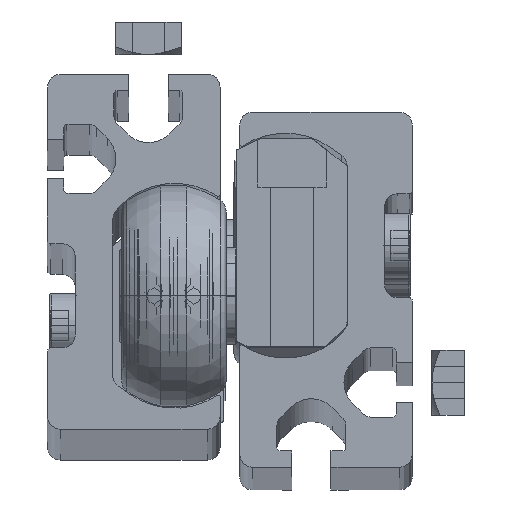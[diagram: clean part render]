
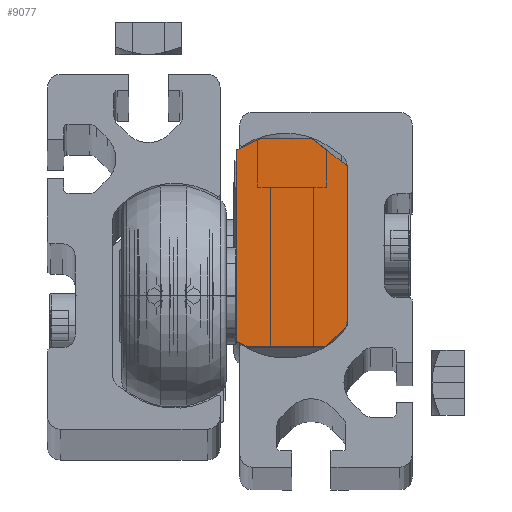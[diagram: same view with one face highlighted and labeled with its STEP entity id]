
A CAD part, top view. The second image highlights one B-rep face of the part: STEP entity #9077.
In plain terms, the highlighted face is planar.
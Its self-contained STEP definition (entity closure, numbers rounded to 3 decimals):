
#58 = DIRECTION ( 'NONE',  ( 0., -0.423, 0.906 ) ) ;
#178 = CARTESIAN_POINT ( 'NONE',  ( -19., 16.5, 3. ) ) ;
#275 = LINE ( 'NONE', #12848, #7996 ) ;
#783 = EDGE_CURVE ( 'NONE', #18636, #9989, #5163, .T. ) ;
#925 = VECTOR ( 'NONE', #58, 1000. ) ;
#940 = CARTESIAN_POINT ( 'NONE',  ( -19., -12.2, 8.5 ) ) ;
#1890 = CARTESIAN_POINT ( 'NONE',  ( -19., -14.661, -8.5 ) ) ;
#1904 = LINE ( 'NONE', #3797, #4803 ) ;
#2750 = ORIENTED_EDGE ( 'NONE', *, *, #7623, .F. ) ;
#3046 = CARTESIAN_POINT ( 'NONE',  ( -19., 16.5, -4.6 ) ) ;
#3254 = VECTOR ( 'NONE', #3438, 1000. ) ;
#3337 = LINE ( 'NONE', #3046, #6806 ) ;
#3389 = EDGE_CURVE ( 'NONE', #14224, #13325, #7821, .T. ) ;
#3438 = DIRECTION ( 'NONE',  ( 0., 0.616, -0.788 ) ) ;
#3702 = ORIENTED_EDGE ( 'NONE', *, *, #3389, .F. ) ;
#3797 = CARTESIAN_POINT ( 'NONE',  ( -19., 14.681, -8.5 ) ) ;
#3933 = EDGE_CURVE ( 'NONE', #20180, #19679, #275, .T. ) ;
#4452 = DIRECTION ( 'NONE',  ( -1., 0., 0. ) ) ;
#4491 = CARTESIAN_POINT ( 'NONE',  ( -19., -15.5, 5.2 ) ) ;
#4803 = VECTOR ( 'NONE', #13008, 1000. ) ;
#5163 = LINE ( 'NONE', #19386, #16314 ) ;
#5662 = ORIENTED_EDGE ( 'NONE', *, *, #8691, .T. ) ;
#6061 = ORIENTED_EDGE ( 'NONE', *, *, #3933, .T. ) ;
#6806 = VECTOR ( 'NONE', #14416, 1000. ) ;
#7623 = EDGE_CURVE ( 'NONE', #20180, #14224, #13502, .T. ) ;
#7821 = LINE ( 'NONE', #4491, #17815 ) ;
#7841 = CARTESIAN_POINT ( 'NONE',  ( -19., -15.5, 5.2 ) ) ;
#7996 = VECTOR ( 'NONE', #12658, 1000. ) ;
#8196 = EDGE_CURVE ( 'NONE', #19282, #18594, #1904, .T. ) ;
#8417 = CARTESIAN_POINT ( 'NONE',  ( -19., 12.203, 8.5 ) ) ;
#8691 = EDGE_CURVE ( 'NONE', #18636, #19282, #3337, .T. ) ;
#9077 = ADVANCED_FACE ( 'NONE', ( #10568 ), #12334, .T. ) ;
#9145 = DIRECTION ( 'NONE',  ( 0., -0.707, -0.707 ) ) ;
#9693 = EDGE_LOOP ( 'NONE', ( #11977, #19533, #5662, #18423, #16733, #3702, #2750, #6061 ) ) ;
#9989 = VERTEX_POINT ( 'NONE', #178 ) ;
#10159 = CARTESIAN_POINT ( 'NONE',  ( -19., 12.203, 8.5 ) ) ;
#10188 = CARTESIAN_POINT ( 'NONE',  ( -19., 14.681, -8.5 ) ) ;
#10568 = FACE_OUTER_BOUND ( 'NONE', #9693, .T. ) ;
#10773 = DIRECTION ( 'NONE',  ( 0., 0., 1. ) ) ;
#11973 = CARTESIAN_POINT ( 'NONE',  ( -19., 16.5, -4.6 ) ) ;
#11977 = ORIENTED_EDGE ( 'NONE', *, *, #16275, .T. ) ;
#12013 = CARTESIAN_POINT ( 'NONE',  ( -19., -12.2, 8.5 ) ) ;
#12334 = PLANE ( 'NONE',  #15764 ) ;
#12658 = DIRECTION ( 'NONE',  ( 0., 1., 0. ) ) ;
#12848 = CARTESIAN_POINT ( 'NONE',  ( -19., -12.2, 8.5 ) ) ;
#13008 = DIRECTION ( 'NONE',  ( 0., -1., 0. ) ) ;
#13325 = VERTEX_POINT ( 'NONE', #18164 ) ;
#13502 = LINE ( 'NONE', #940, #16702 ) ;
#14224 = VERTEX_POINT ( 'NONE', #7841 ) ;
#14416 = DIRECTION ( 'NONE',  ( 0., -0.423, -0.906 ) ) ;
#14589 = DIRECTION ( 'NONE',  ( 0., 0., 1. ) ) ;
#15764 = AXIS2_PLACEMENT_3D ( 'NONE', #18672, #4452, #10773 ) ;
#16275 = EDGE_CURVE ( 'NONE', #19679, #9989, #16504, .T. ) ;
#16314 = VECTOR ( 'NONE', #14589, 1000. ) ;
#16504 = LINE ( 'NONE', #8417, #3254 ) ;
#16533 = EDGE_CURVE ( 'NONE', #18594, #13325, #19005, .T. ) ;
#16702 = VECTOR ( 'NONE', #9145, 1000. ) ;
#16733 = ORIENTED_EDGE ( 'NONE', *, *, #16533, .T. ) ;
#17815 = VECTOR ( 'NONE', #18806, 1000. ) ;
#18164 = CARTESIAN_POINT ( 'NONE',  ( -19., -15.5, -6.7 ) ) ;
#18423 = ORIENTED_EDGE ( 'NONE', *, *, #8196, .T. ) ;
#18594 = VERTEX_POINT ( 'NONE', #1890 ) ;
#18636 = VERTEX_POINT ( 'NONE', #11973 ) ;
#18672 = CARTESIAN_POINT ( 'NONE',  ( -19., 1.5, 22.2 ) ) ;
#18806 = DIRECTION ( 'NONE',  ( 0., 0., -1. ) ) ;
#18975 = CARTESIAN_POINT ( 'NONE',  ( -19., -14.661, -8.5 ) ) ;
#19005 = LINE ( 'NONE', #18975, #925 ) ;
#19282 = VERTEX_POINT ( 'NONE', #10188 ) ;
#19386 = CARTESIAN_POINT ( 'NONE',  ( -19., 16.5, -4.6 ) ) ;
#19533 = ORIENTED_EDGE ( 'NONE', *, *, #783, .F. ) ;
#19679 = VERTEX_POINT ( 'NONE', #10159 ) ;
#20180 = VERTEX_POINT ( 'NONE', #12013 ) ;
